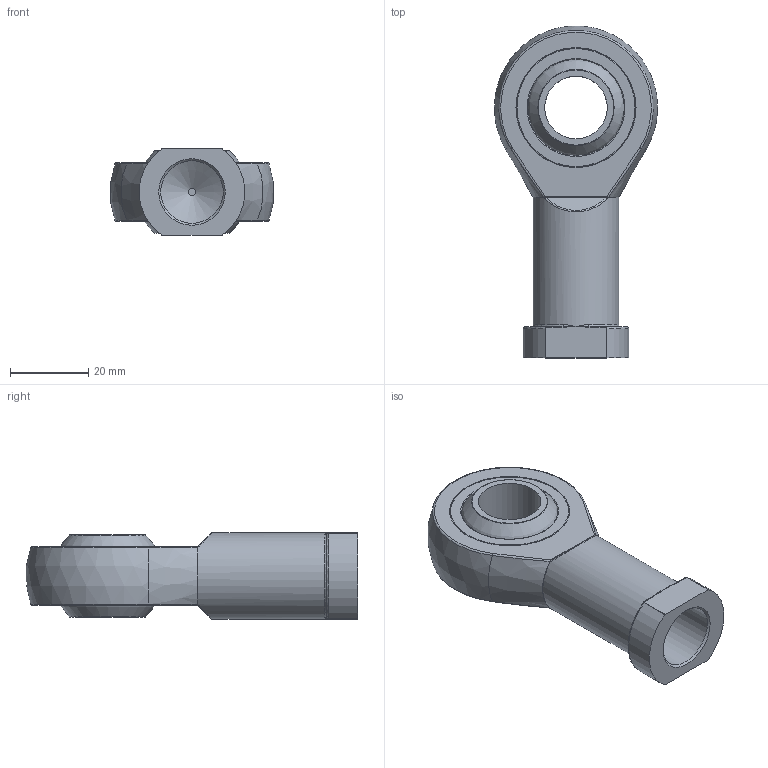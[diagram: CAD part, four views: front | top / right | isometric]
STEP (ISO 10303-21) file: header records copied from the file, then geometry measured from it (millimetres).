
FILE_DESCRIPTION (( 'STEP AP214' ), '1' );
FILE_NAME ('73.01.02.0011L.step', '2021-04-07T12:37:26', ( '' ), ( '' ), 'SwSTEP 2.0', 'SolidWorks 2021', '' );
FILE_SCHEMA (( 'AUTOMOTIVE_DESIGN' ));
Length unit declared in the file: millimetre
Products named in the file (1): 73.01.02.0011L
Bounding box: 41.7 x 84.86 x 22 mm (x, y, z)
Volume: 30043 mm3; surface area: 15770 mm2
Topology: 3 solids, 3 shells, 92 faces, 217 edges, 120 vertices
Faces by surface type: bspline 38, cylinder 17, plane 14, torus 12, cone 8, sphere 3
Full cylindrical faces by diameter (mm): 16 x2, 22 x1, 30.575 x2
Entity records: 3332 total; most frequent: CARTESIAN_POINT 1595, ORIENTED_EDGE 360, DIRECTION 304, EDGE_CURVE 180, AXIS2_PLACEMENT_3D 141, EDGE_LOOP 116, VERTEX_POINT 112, FACE_OUTER_BOUND 99
